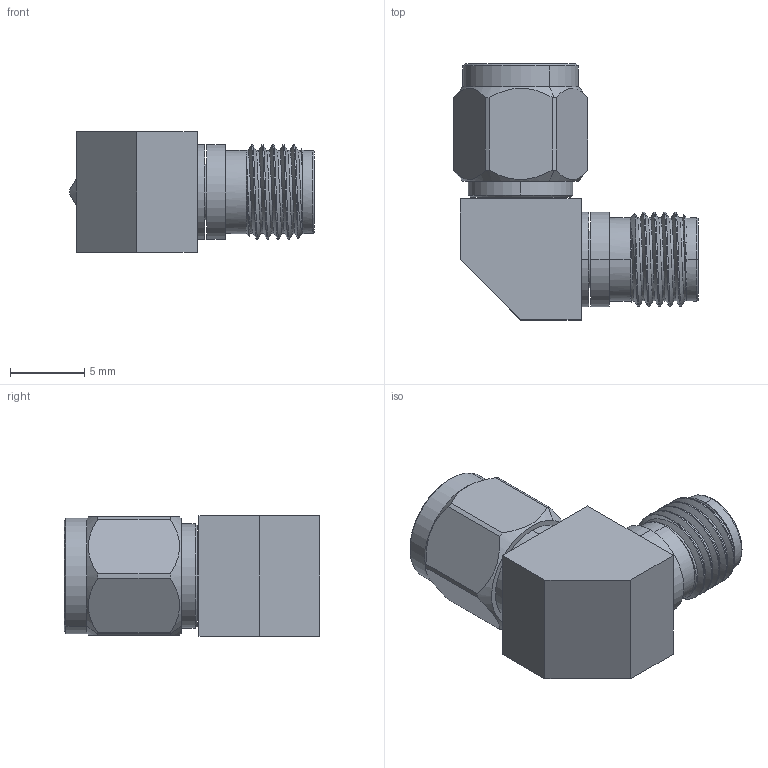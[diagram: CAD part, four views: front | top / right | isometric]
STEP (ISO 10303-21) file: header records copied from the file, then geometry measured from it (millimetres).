
FILE_DESCRIPTION (( 'STEP AP203' ), '1' );
FILE_NAME ('PE91149.step', '2019-02-11T16:47:17', ( '' ), ( '' ), 'SwSTEP 2.0', 'SolidWorks 2017', '' );
FILE_SCHEMA (( 'CONFIG_CONTROL_DESIGN' ));
Length unit declared in the file: inch
Products named in the file (1): PE91149
Bounding box: 16.43 x 17.2 x 8.13 mm (x, y, z)
Volume: 995.3 mm3; surface area: 1123.9 mm2
Topology: 1 solids, 2 shells, 124 faces, 291 edges, 185 vertices
Faces by surface type: cylinder 61, plane 29, cone 24, bspline 8, torus 2
Entity records: 6584 total; most frequent: CARTESIAN_POINT 3815, ORIENTED_EDGE 582, DIRECTION 538, EDGE_CURVE 291, AXIS2_PLACEMENT_3D 218, VERTEX_POINT 185, EDGE_LOOP 138, FACE_OUTER_BOUND 124
